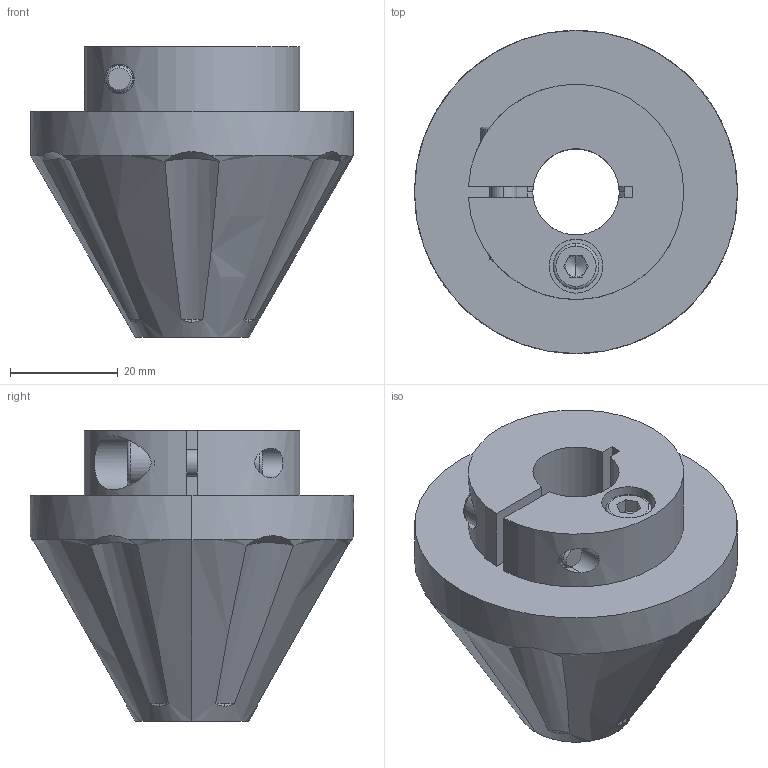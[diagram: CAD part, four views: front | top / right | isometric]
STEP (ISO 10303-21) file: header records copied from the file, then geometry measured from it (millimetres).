
FILE_DESCRIPTION (( 'STEP AP214' ), '1' );
FILE_NAME ('EL II-16-F-70.STEP', '2019-11-08T07:12:14', ( '' ), ( '' ), 'SwSTEP 2.0', 'SolidWorks 2019', '' );
FILE_SCHEMA (( 'AUTOMOTIVE_DESIGN' ));
Length unit declared in the file: millimetre
Products named in the file (1): EL II-16-F-70
Bounding box: 60 x 60 x 54 mm (x, y, z)
Volume: 72145.4 mm3; surface area: 17823.4 mm2
Topology: 4 solids, 4 shells, 116 faces, 276 edges, 169 vertices
Faces by surface type: plane 41, cone 34, cylinder 33, torus 8
Entity records: 4966 total; most frequent: CARTESIAN_POINT 959, DIRECTION 570, ORIENTED_EDGE 540, EDGE_CURVE 270, AXIS2_PLACEMENT_3D 229, VERTEX_POINT 169, EDGE_LOOP 131, UNCERTAINTY_MEASURE_WITH_UNIT 122
